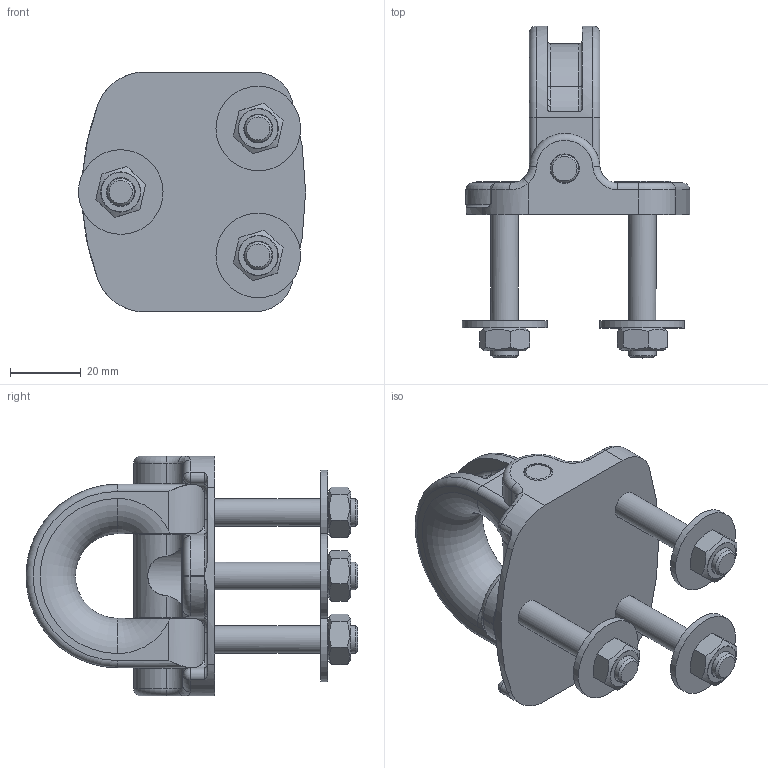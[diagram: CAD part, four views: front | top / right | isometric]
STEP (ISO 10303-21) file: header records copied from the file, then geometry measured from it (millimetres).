
FILE_DESCRIPTION(/* description */ (''),/* implementation_level */ '2;1');
FILE_NAME(/* name */ 'DS08.stp',/* time_stamp */ '2023-03-08T16:00:36+01:00',/* author */ ('lucade'),/* organization */ (''),/* preprocessor_version */ 'ST-DEVELOPER v19.2',/* originating_system */ 'Autodesk Inventor 2023',/* authorisation */ '');
FILE_SCHEMA (('AUTOMOTIVE_DESIGN { 1 0 10303 214 3 1 1 }'));
Length unit declared in the file: millimetre
Products named in the file (1): Parte8
Bounding box: 64.42 x 94.11 x 68 mm (x, y, z)
Volume: 69708.8 mm3; surface area: 30974.3 mm2
Topology: 3 solids, 6 shells, 373 faces, 915 edges, 549 vertices
Faces by surface type: torus 97, plane 97, cylinder 94, cone 48, bspline 31, sphere 6
Full cylindrical faces by diameter (mm): 6.75 x2, 7.5 x3, 7.8 x6, 8 x3, 8.1 x8, 8.4 x3, 9.8 x3, 10 x3, 16 x3, 24 x3
Entity records: 12320 total; most frequent: CARTESIAN_POINT 3817, DIRECTION 1829, ORIENTED_EDGE 1776, EDGE_CURVE 888, AXIS2_PLACEMENT_3D 802, VERTEX_POINT 550, CIRCLE 459, EDGE_LOOP 412
